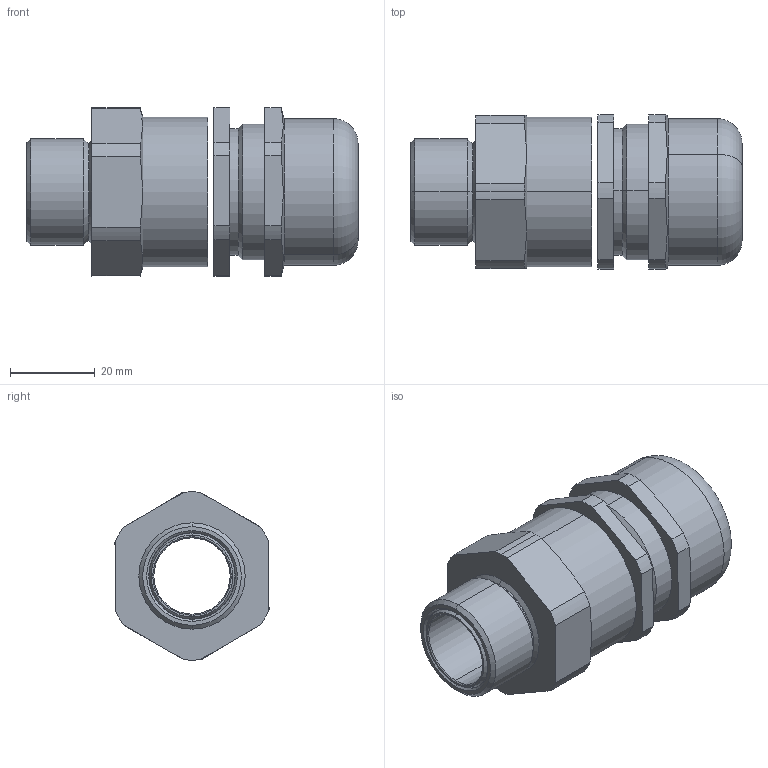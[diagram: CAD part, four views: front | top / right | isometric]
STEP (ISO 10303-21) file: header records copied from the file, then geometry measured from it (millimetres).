
FILE_DESCRIPTION (( 'STEP AP203' ), '1' );
FILE_NAME ('25PXSS2KREX1RA.STEP', '2019-06-07T10:18:09', ( '' ), ( '' ), 'SwSTEP 2.0', 'SolidWorks 2017', '' );
FILE_SCHEMA (( 'CONFIG_CONTROL_DESIGN' ));
Length unit declared in the file: millimetre
Products named in the file (1): 25PXSS2KREX1RA
Bounding box: 78.12 x 36.25 x 39.6 mm (x, y, z)
Surface area: 17627.6 mm2 (no closed solid volume)
Topology: 0 solids, 10 shells, 130 faces, 489 edges, 372 vertices
Faces by surface type: cylinder 44, plane 43, cone 24, bspline 17, torus 2
Entity records: 7619 total; most frequent: CARTESIAN_POINT 3687, ORIENTED_EDGE 743, DIRECTION 702, EDGE_CURVE 489, VERTEX_POINT 372, LINE 248, VECTOR 248, AXIS2_PLACEMENT_3D 227
